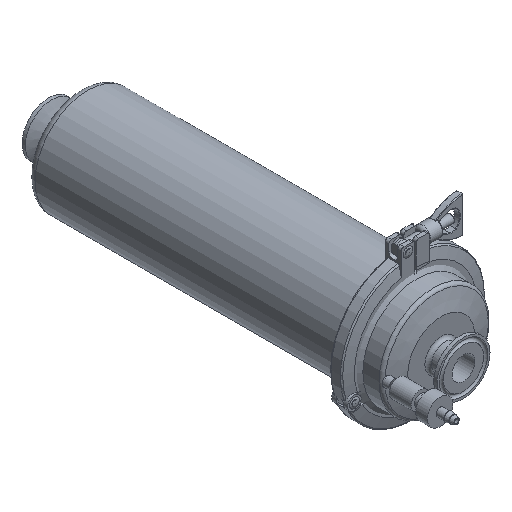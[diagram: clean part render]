
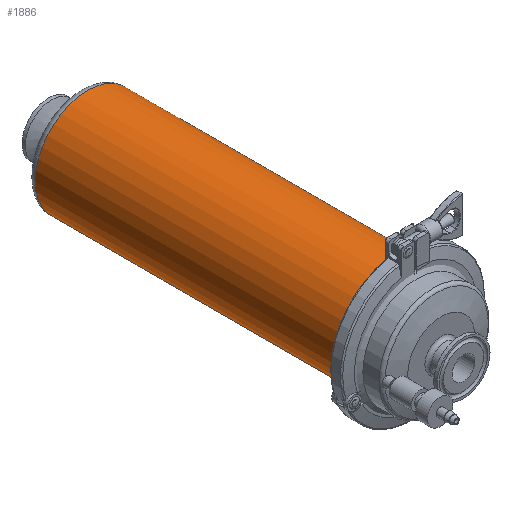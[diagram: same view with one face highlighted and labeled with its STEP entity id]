
A CAD part, isometric view. The second image highlights one B-rep face of the part: STEP entity #1886.
In plain terms, the highlighted cylindrical face has radius 49.847 mm (diameter 99.695 mm), a full revolution.
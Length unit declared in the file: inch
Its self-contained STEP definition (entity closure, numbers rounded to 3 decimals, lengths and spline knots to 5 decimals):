
#1855=CARTESIAN_POINT('',(1.9625,-1.46304,0.));
#1856=VERTEX_POINT('',#1855);
#1857=CARTESIAN_POINT('',(0.0,-1.46304,0.0));
#1858=DIRECTION('',(0.0,1.0,0.0));
#1859=DIRECTION('',(-1.0,0.0,0.0));
#1860=AXIS2_PLACEMENT_3D('',#1857,#1858,#1859);
#1861=CIRCLE('',#1860,1.9625);
#1862=EDGE_CURVE('',#1856,#1856,#1861,.T.);
#1867=CARTESIAN_POINT('',(0.0,-7.10356,0.0));
#1868=DIRECTION('',(0.0,-1.0,0.0));
#1869=DIRECTION('',(1.0,0.0,0.0));
#1870=AXIS2_PLACEMENT_3D('',#1867,#1868,#1869);
#1871=CYLINDRICAL_SURFACE('',#1870,1.9625);
#1872=CARTESIAN_POINT('',(1.9625,-12.99984,0.0));
#1873=VERTEX_POINT('',#1872);
#1874=CARTESIAN_POINT('',(0.0,-12.99984,0.0));
#1875=DIRECTION('',(0.0,-1.0,0.0));
#1876=DIRECTION('',(1.0,0.0,0.0));
#1877=AXIS2_PLACEMENT_3D('',#1874,#1875,#1876);
#1878=CIRCLE('',#1877,1.9625);
#1879=EDGE_CURVE('',#1873,#1873,#1878,.T.);
#1880=ORIENTED_EDGE('',*,*,#1879,.F.);
#1881=EDGE_LOOP('',(#1880));
#1882=FACE_OUTER_BOUND('',#1881,.T.);
#1883=ORIENTED_EDGE('',*,*,#1862,.F.);
#1884=EDGE_LOOP('',(#1883));
#1885=FACE_BOUND('',#1884,.T.);
#1886=ADVANCED_FACE('',(#1882,#1885),#1871,.T.);
